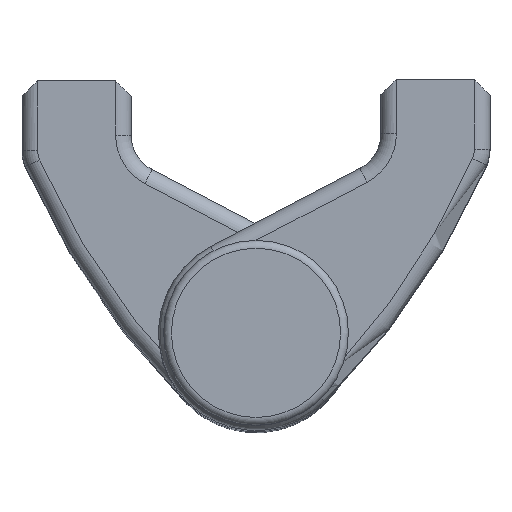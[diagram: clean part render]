
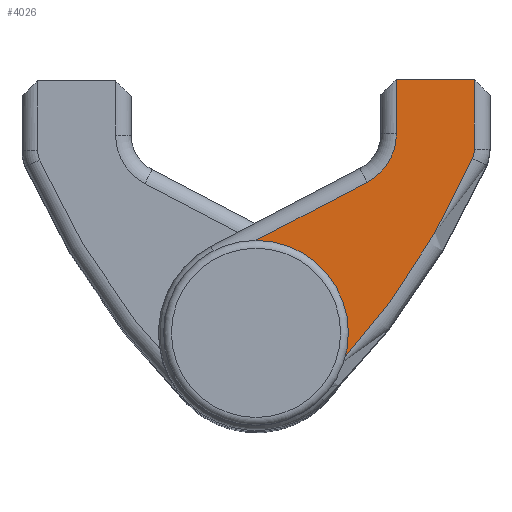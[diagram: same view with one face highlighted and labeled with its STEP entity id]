
A CAD part, top view. The second image highlights one B-rep face of the part: STEP entity #4026.
In plain terms, the highlighted planar face has unit normal (0, 0, 1).
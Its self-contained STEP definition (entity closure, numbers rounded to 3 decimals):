
#317=PLANE('',#4502);
#395=FACE_OUTER_BOUND('',#649,.T.);
#649=EDGE_LOOP('',(#2706,#2707,#2708,#2709,#2710,#2711,#2712,#2713));
#933=CIRCLE('',#4500,11.25);
#935=CIRCLE('',#4503,98.);
#936=CIRCLE('',#4504,3.);
#937=CIRCLE('',#4505,7.);
#1249=LINE('',#6620,#1444);
#1250=LINE('',#6622,#1445);
#1251=LINE('',#6624,#1446);
#1252=LINE('',#6627,#1447);
#1444=VECTOR('',#5142,10.);
#1445=VECTOR('',#5143,10.);
#1446=VECTOR('',#5144,10.);
#1447=VECTOR('',#5147,10.);
#1641=VERTEX_POINT('',#6547);
#1647=VERTEX_POINT('',#6599);
#1648=VERTEX_POINT('',#6615);
#1649=VERTEX_POINT('',#6617);
#1650=VERTEX_POINT('',#6619);
#1651=VERTEX_POINT('',#6621);
#1652=VERTEX_POINT('',#6623);
#1653=VERTEX_POINT('',#6625);
#2066=EDGE_CURVE('',#1641,#1647,#933,.T.);
#2068=EDGE_CURVE('',#1648,#1641,#935,.T.);
#2069=EDGE_CURVE('',#1649,#1648,#936,.T.);
#2070=EDGE_CURVE('',#1650,#1649,#1249,.T.);
#2071=EDGE_CURVE('',#1650,#1651,#1250,.T.);
#2072=EDGE_CURVE('',#1652,#1651,#1251,.T.);
#2073=EDGE_CURVE('',#1653,#1652,#937,.T.);
#2074=EDGE_CURVE('',#1647,#1653,#1252,.T.);
#2706=ORIENTED_EDGE('',*,*,#2066,.F.);
#2707=ORIENTED_EDGE('',*,*,#2068,.F.);
#2708=ORIENTED_EDGE('',*,*,#2069,.F.);
#2709=ORIENTED_EDGE('',*,*,#2070,.F.);
#2710=ORIENTED_EDGE('',*,*,#2071,.T.);
#2711=ORIENTED_EDGE('',*,*,#2072,.F.);
#2712=ORIENTED_EDGE('',*,*,#2073,.F.);
#2713=ORIENTED_EDGE('',*,*,#2074,.F.);
#4026=ADVANCED_FACE('',(#395),#317,.T.);
#4500=AXIS2_PLACEMENT_3D('',#6612,#5132,#5133);
#4502=AXIS2_PLACEMENT_3D('',#6614,#5136,#5137);
#4503=AXIS2_PLACEMENT_3D('',#6616,#5138,#5139);
#4504=AXIS2_PLACEMENT_3D('',#6618,#5140,#5141);
#4505=AXIS2_PLACEMENT_3D('',#6626,#5145,#5146);
#5132=DIRECTION('center_axis',(0.,0.,1.));
#5133=DIRECTION('ref_axis',(0.801,0.598,0.));
#5136=DIRECTION('center_axis',(0.,0.,1.));
#5137=DIRECTION('ref_axis',(1.,0.,0.));
#5138=DIRECTION('center_axis',(0.,0.,-1.));
#5139=DIRECTION('ref_axis',(0.826,-0.564,0.));
#5140=DIRECTION('center_axis',(0.,0.,-1.));
#5141=DIRECTION('ref_axis',(0.979,-0.206,0.));
#5142=DIRECTION('',(0.,-1.,0.));
#5143=DIRECTION('',(-1.,0.,0.));
#5144=DIRECTION('',(0.,1.,0.));
#5145=DIRECTION('center_axis',(0.,0.,1.));
#5146=DIRECTION('ref_axis',(0.856,-0.518,0.));
#5147=DIRECTION('',(0.886,0.464,0.));
#6547=CARTESIAN_POINT('',(10.387,-4.322,44.25));
#6599=CARTESIAN_POINT('',(-1.298,11.175,44.25));
#6612=CARTESIAN_POINT('Origin',(0.,0.,44.25));
#6614=CARTESIAN_POINT('Origin',(10.534,11.563,44.25));
#6615=CARTESIAN_POINT('',(27.746,22.329,44.25));
#6616=CARTESIAN_POINT('Origin',(-61.962,61.782,44.25));
#6617=CARTESIAN_POINT('',(28.,23.537,44.25));
#6618=CARTESIAN_POINT('Origin',(25.,23.537,44.25));
#6619=CARTESIAN_POINT('',(28.,32.5,44.25));
#6620=CARTESIAN_POINT('',(28.,17.55,44.25));
#6621=CARTESIAN_POINT('',(18.,32.5,44.25));
#6622=CARTESIAN_POINT('',(18.,32.5,44.25));
#6623=CARTESIAN_POINT('',(18.,25.524,44.25));
#6624=CARTESIAN_POINT('',(18.,21.031,44.25));
#6625=CARTESIAN_POINT('',(14.25,19.324,44.25));
#6626=CARTESIAN_POINT('Origin',(11.,25.524,44.25));
#6627=CARTESIAN_POINT('',(11.196,17.724,44.25));
